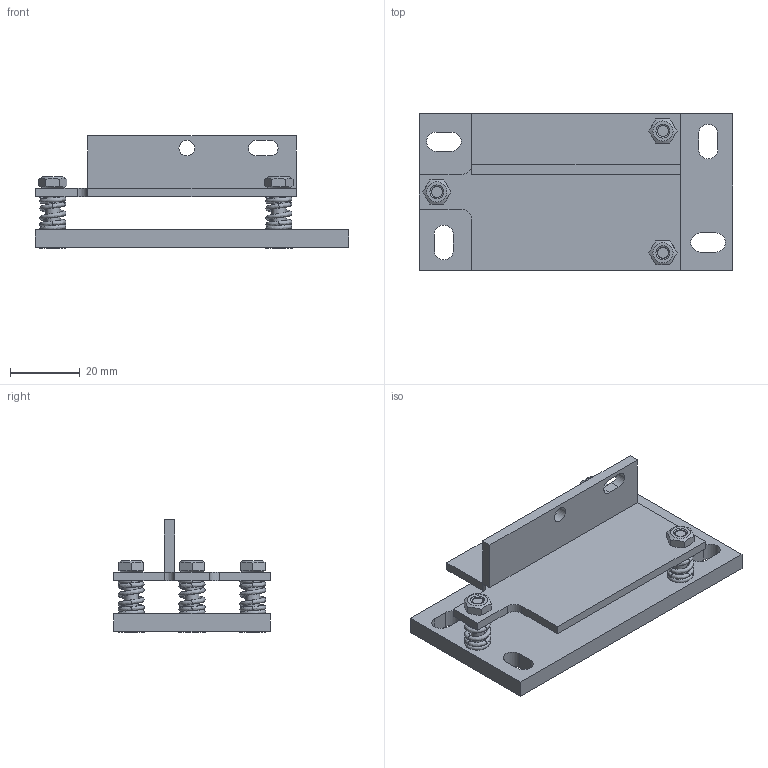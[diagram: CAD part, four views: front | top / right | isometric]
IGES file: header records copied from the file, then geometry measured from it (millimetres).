
Global section: file name: No Iges File Name specified; native system: Autodesk Inventor 2012; preprocessor: AutoDesk Inventor Iges Exporter R2012; author: lck; date: 20120802.131931; units: millimetre
Bounding box: 90 x 45 x 32.23 mm (x, y, z)
Volume: 29992.7 mm3; surface area: 19824.7 mm2
Topology: 1 solids, 1 shells, 164 faces, 424 edges, 279 vertices
Faces by surface type: plane 85, bspline 33, revolution 28, cone 12, cylinder 6
Full cylindrical faces by diameter (mm): 4 x3, 7.53 x3
